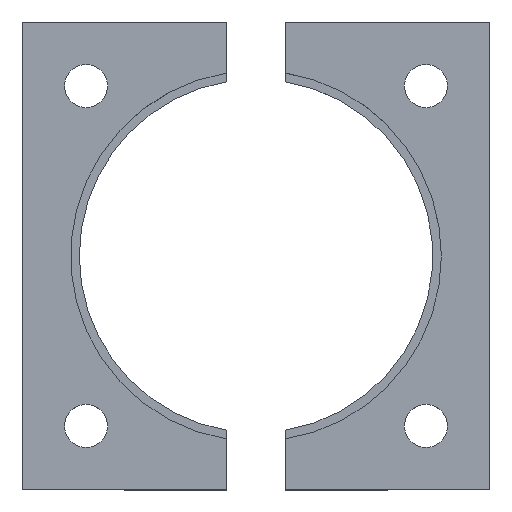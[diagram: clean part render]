
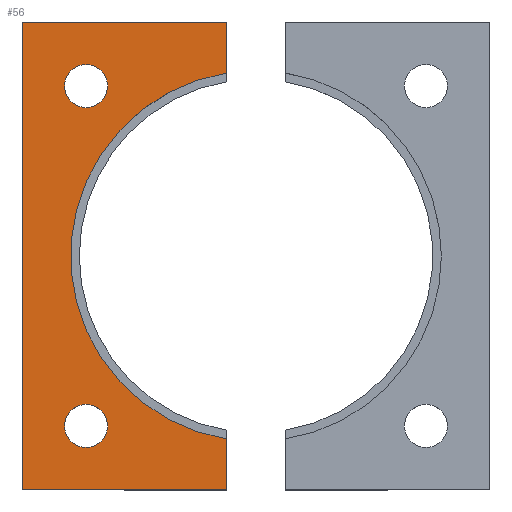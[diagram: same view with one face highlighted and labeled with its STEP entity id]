
A CAD part, top view. The second image highlights one B-rep face of the part: STEP entity #56.
In plain terms, the highlighted planar face has unit normal (0, 0, 1).
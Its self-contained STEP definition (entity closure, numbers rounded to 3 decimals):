
#3 = DIRECTION ( 'NONE',  ( 0., 0., 1. ) ) ;
#28 = AXIS2_PLACEMENT_3D ( 'NONE', #121, #3, #347 ) ;
#34 = EDGE_CURVE ( 'NONE', #1022, #456, #193, .T. ) ;
#36 = DIRECTION ( 'NONE',  ( 1., 0., 0. ) ) ;
#49 = EDGE_CURVE ( 'NONE', #238, #489, #558, .T. ) ;
#52 = ORIENTED_EDGE ( 'NONE', *, *, #223, .F. ) ;
#56 = ADVANCED_FACE ( 'NONE', ( #362, #481, #277 ), #255, .T. ) ;
#69 = DIRECTION ( 'NONE',  ( 0., 0., 1. ) ) ;
#78 = CARTESIAN_POINT ( 'NONE',  ( -12., -95., 12. ) ) ;
#82 = EDGE_LOOP ( 'NONE', ( #283, #52 ) ) ;
#88 = LINE ( 'NONE', #161, #883 ) ;
#103 = VERTEX_POINT ( 'NONE', #846 ) ;
#104 = VECTOR ( 'NONE', #36, 1000. ) ;
#108 = CARTESIAN_POINT ( 'NONE',  ( -77.75, 69., 12. ) ) ;
#121 = CARTESIAN_POINT ( 'NONE',  ( 0., 0., 12. ) ) ;
#122 = EDGE_CURVE ( 'NONE', #1022, #489, #416, .T. ) ;
#148 = CIRCLE ( 'NONE', #763, 8.75 ) ;
#161 = CARTESIAN_POINT ( 'NONE',  ( -12., 95., 12. ) ) ;
#176 = EDGE_CURVE ( 'NONE', #637, #103, #343, .T. ) ;
#185 = ORIENTED_EDGE ( 'NONE', *, *, #122, .F. ) ;
#189 = EDGE_CURVE ( 'NONE', #878, #864, #148, .T. ) ;
#193 = LINE ( 'NONE', #708, #587 ) ;
#215 = DIRECTION ( 'NONE',  ( 0., 0., 1. ) ) ;
#223 = EDGE_CURVE ( 'NONE', #864, #878, #491, .T. ) ;
#224 = EDGE_CURVE ( 'NONE', #456, #523, #88, .T. ) ;
#237 = CARTESIAN_POINT ( 'NONE',  ( -69., -69., 12. ) ) ;
#238 = VERTEX_POINT ( 'NONE', #248 ) ;
#248 = CARTESIAN_POINT ( 'NONE',  ( -12., -95., 12. ) ) ;
#255 = PLANE ( 'NONE',  #795 ) ;
#277 = FACE_BOUND ( 'NONE', #82, .T. ) ;
#281 = CARTESIAN_POINT ( 'NONE',  ( -95., -95., 12. ) ) ;
#283 = ORIENTED_EDGE ( 'NONE', *, *, #189, .F. ) ;
#302 = CARTESIAN_POINT ( 'NONE',  ( -77.75, -69., 12. ) ) ;
#306 = EDGE_LOOP ( 'NONE', ( #185, #895, #832, #392, #701, #866 ) ) ;
#343 = CIRCLE ( 'NONE', #768, 8.75 ) ;
#347 = DIRECTION ( 'NONE',  ( 1., 0., 0. ) ) ;
#352 = EDGE_CURVE ( 'NONE', #722, #238, #945, .T. ) ;
#362 = FACE_OUTER_BOUND ( 'NONE', #306, .T. ) ;
#392 = ORIENTED_EDGE ( 'NONE', *, *, #439, .T. ) ;
#416 = CIRCLE ( 'NONE', #28, 75.25 ) ;
#439 = EDGE_CURVE ( 'NONE', #523, #722, #868, .T. ) ;
#456 = VERTEX_POINT ( 'NONE', #486 ) ;
#470 = DIRECTION ( 'NONE',  ( -1., 0., 0. ) ) ;
#481 = FACE_BOUND ( 'NONE', #734, .T. ) ;
#482 = DIRECTION ( 'NONE',  ( 0., 1., 0. ) ) ;
#486 = CARTESIAN_POINT ( 'NONE',  ( -12., 95., 12. ) ) ;
#489 = VERTEX_POINT ( 'NONE', #725 ) ;
#491 = CIRCLE ( 'NONE', #729, 8.75 ) ;
#506 = DIRECTION ( 'NONE',  ( 1., 0., 0. ) ) ;
#523 = VERTEX_POINT ( 'NONE', #959 ) ;
#536 = CARTESIAN_POINT ( 'NONE',  ( -12., -95., 12. ) ) ;
#550 = ORIENTED_EDGE ( 'NONE', *, *, #836, .F. ) ;
#554 = DIRECTION ( 'NONE',  ( 0., 0., 1. ) ) ;
#558 = LINE ( 'NONE', #78, #974 ) ;
#587 = VECTOR ( 'NONE', #482, 1000. ) ;
#610 = CARTESIAN_POINT ( 'NONE',  ( -60.25, -69., 12. ) ) ;
#637 = VERTEX_POINT ( 'NONE', #108 ) ;
#642 = DIRECTION ( 'NONE',  ( 1., 0., 0. ) ) ;
#644 = CARTESIAN_POINT ( 'NONE',  ( -95., -95., 12. ) ) ;
#658 = DIRECTION ( 'NONE',  ( 0., 0., 1. ) ) ;
#665 = VECTOR ( 'NONE', #719, 1000. ) ;
#681 = CARTESIAN_POINT ( 'NONE',  ( -69., 69., 12. ) ) ;
#701 = ORIENTED_EDGE ( 'NONE', *, *, #352, .T. ) ;
#708 = CARTESIAN_POINT ( 'NONE',  ( -12., 70.739, 12. ) ) ;
#713 = DIRECTION ( 'NONE',  ( 0., 0., 1. ) ) ;
#717 = CARTESIAN_POINT ( 'NONE',  ( -69., 69., 12. ) ) ;
#719 = DIRECTION ( 'NONE',  ( 0., -1., 0. ) ) ;
#722 = VERTEX_POINT ( 'NONE', #281 ) ;
#725 = CARTESIAN_POINT ( 'NONE',  ( -12., -74.287, 12. ) ) ;
#729 = AXIS2_PLACEMENT_3D ( 'NONE', #937, #554, #1010 ) ;
#734 = EDGE_LOOP ( 'NONE', ( #769, #550 ) ) ;
#752 = DIRECTION ( 'NONE',  ( 1., 0., 0. ) ) ;
#763 = AXIS2_PLACEMENT_3D ( 'NONE', #237, #713, #642 ) ;
#768 = AXIS2_PLACEMENT_3D ( 'NONE', #717, #69, #854 ) ;
#769 = ORIENTED_EDGE ( 'NONE', *, *, #176, .F. ) ;
#775 = CARTESIAN_POINT ( 'NONE',  ( 0., 0., 12. ) ) ;
#782 = AXIS2_PLACEMENT_3D ( 'NONE', #681, #215, #752 ) ;
#795 = AXIS2_PLACEMENT_3D ( 'NONE', #775, #658, #506 ) ;
#832 = ORIENTED_EDGE ( 'NONE', *, *, #224, .T. ) ;
#836 = EDGE_CURVE ( 'NONE', #103, #637, #934, .T. ) ;
#846 = CARTESIAN_POINT ( 'NONE',  ( -60.25, 69., 12. ) ) ;
#854 = DIRECTION ( 'NONE',  ( 1., 0., 0. ) ) ;
#864 = VERTEX_POINT ( 'NONE', #610 ) ;
#866 = ORIENTED_EDGE ( 'NONE', *, *, #49, .T. ) ;
#868 = LINE ( 'NONE', #644, #665 ) ;
#878 = VERTEX_POINT ( 'NONE', #302 ) ;
#883 = VECTOR ( 'NONE', #470, 1000. ) ;
#895 = ORIENTED_EDGE ( 'NONE', *, *, #34, .T. ) ;
#906 = CARTESIAN_POINT ( 'NONE',  ( -12., 74.287, 12. ) ) ;
#934 = CIRCLE ( 'NONE', #782, 8.75 ) ;
#937 = CARTESIAN_POINT ( 'NONE',  ( -69., -69., 12. ) ) ;
#945 = LINE ( 'NONE', #536, #104 ) ;
#959 = CARTESIAN_POINT ( 'NONE',  ( -95., 95., 12. ) ) ;
#974 = VECTOR ( 'NONE', #1019, 1000. ) ;
#1010 = DIRECTION ( 'NONE',  ( 1., 0., 0. ) ) ;
#1019 = DIRECTION ( 'NONE',  ( 0., 1., 0. ) ) ;
#1022 = VERTEX_POINT ( 'NONE', #906 ) ;
